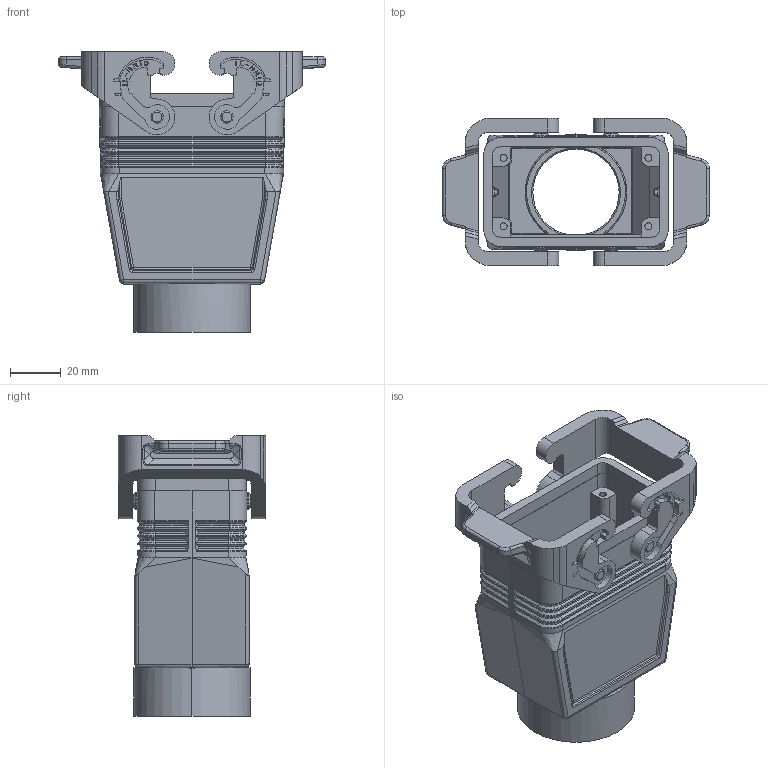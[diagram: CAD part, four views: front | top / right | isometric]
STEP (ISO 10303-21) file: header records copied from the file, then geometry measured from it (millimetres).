
FILE_DESCRIPTION(('Creo Elements/Direct Modeling STEP Export'),'2;1');
FILE_NAME('0ln7uvk5h78ac4u5420','2022-02-14T16:41:33',(''),(''),'Creo Elements/Direct Modeling STEP processor for AP214 (Solid Model)','Creo Elements/Direct Modeling 20.1B 02-Apr-2019 (C) Parametric Technology GmbH','');
FILE_SCHEMA(('AUTOMOTIVE_DESIGN { 1 0 10303 214 1 1 1 1 }'));
Products named in the file (2): MLAV_10_G40
Assembly tree (1 placements, depth 2):
  MLAV_10_G40
    MLAV_10_G40
Bounding box: 105 x 58 x 110.45 mm (x, y, z)
Volume: 103854.5 mm3; surface area: 54568.7 mm2
Topology: 1 solids, 1 shells, 1497 faces, 4018 edges, 2573 vertices
Faces by surface type: plane 966, cylinder 339, bspline 114, extrusion 28, torus 22, sphere 14, cone 14
Entity records: 85687 total; most frequent: CARTESIAN_POINT 37700, ORIENTED_EDGE 8008, DIRECTION 6730, EDGE_CURVE 4004, VECTOR 2992, LINE 2964, VERTEX_POINT 2573, AXIS2_PLACEMENT_3D 1869
